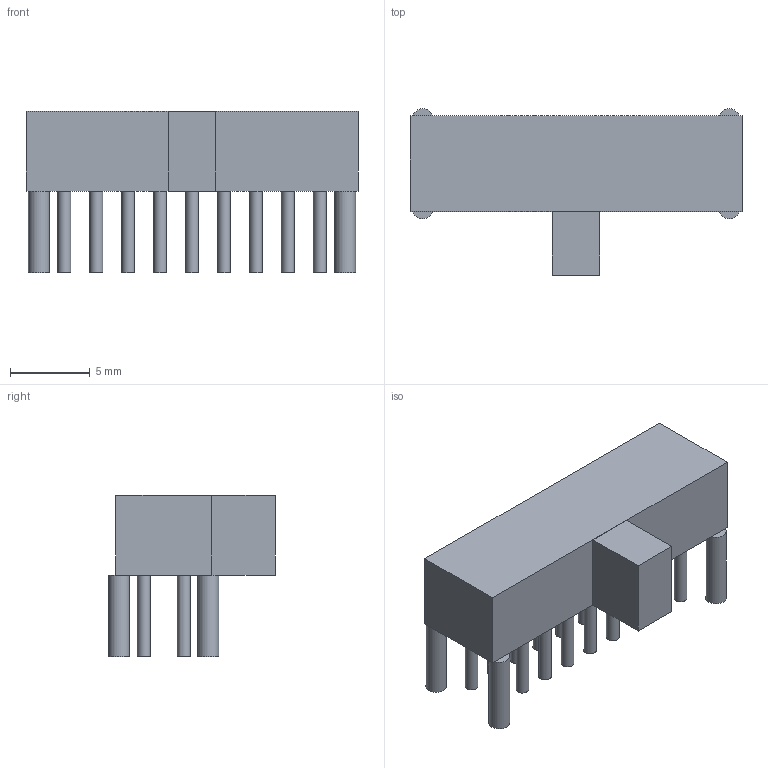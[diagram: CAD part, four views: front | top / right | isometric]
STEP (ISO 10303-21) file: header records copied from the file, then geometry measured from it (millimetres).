
FILE_DESCRIPTION(('FreeCAD Model'),'2;1');
FILE_NAME('1586583.1.1.stp','2020-04-10T08:49:27',( 'Author'),(''),'Open CASCADE STEP processor 6.9','FreeCAD','Unknown' );
FILE_SCHEMA(('AUTOMOTIVE_DESIGN { 1 0 10303 214 1 1 1 1 }'));
Length unit declared in the file: millimetre
Products named in the file (3): ASSEMBLY; Body; Leads
Assembly tree (23 placements, depth 2):
  ASSEMBLY
    Body
    Leads  x22
Bounding box: 20.8 x 10.45 x 10.1 mm (x, y, z)
Surface area: 8152.1 mm2
Topology: 486 solids, 486 shells, 1464 faces, 1476 edges, 984 vertices
Faces by surface type: plane 980, cylinder 484
Full cylindrical faces by diameter (mm): 0.8 x396, 1.3 x88
Entity records: 3076 total; most frequent: DIRECTION 518, CARTESIAN_POINT 432, LINE 182, VECTOR 182, ORIENTED_EDGE 180, PCURVE 180, DEFINITIONAL_REPRESENTATION 180, AXIS2_PLACEMENT_3D 146
